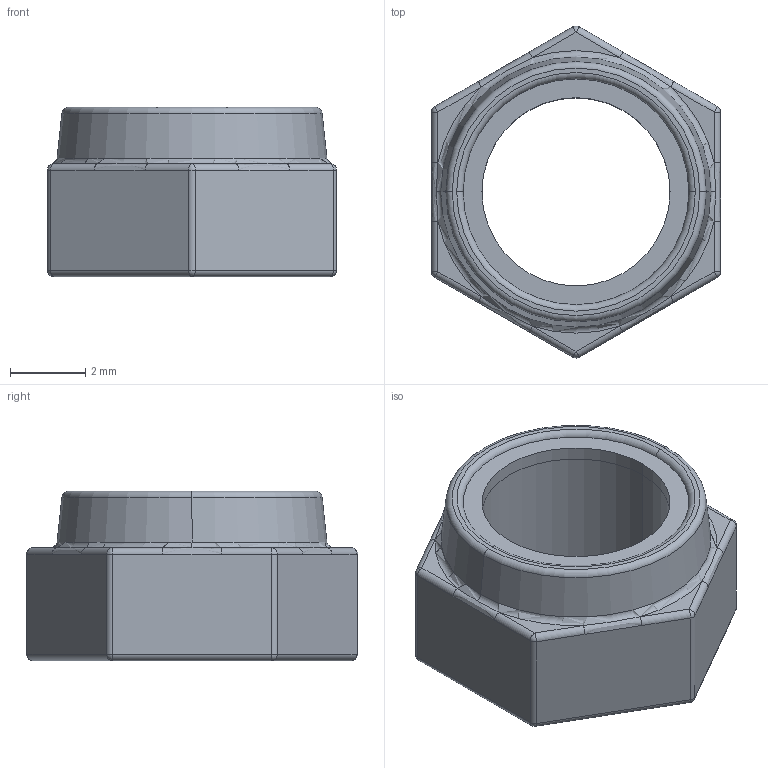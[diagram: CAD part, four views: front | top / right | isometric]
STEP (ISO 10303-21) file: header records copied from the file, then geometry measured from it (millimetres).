
FILE_DESCRIPTION (( 'STEP AP214' ), '1' );
FILE_NAME ('Nylon Insert Hex Locknut 5mm.step', '2015-01-21T14:42:05', ( 'Mark' ), ( '' ), 'SwSTEP 2.0', 'SolidWorks 2013', '' );
FILE_SCHEMA (( 'AUTOMOTIVE_DESIGN' ));
Length unit declared in the file: millimetre
Products named in the file (1): Nylon Insert Hex Locknut 5mm
Bounding box: 7.68 x 8.82 x 4.5 mm (x, y, z)
Volume: 121.7 mm3; surface area: 266.5 mm2
Topology: 2 solids, 2 shells, 75 faces, 164 edges, 90 vertices
Faces by surface type: cylinder 32, plane 17, sphere 12, torus 6, bspline 6, cone 2
Entity records: 2191 total; most frequent: CARTESIAN_POINT 482, DIRECTION 366, ORIENTED_EDGE 312, EDGE_CURVE 156, AXIS2_PLACEMENT_3D 154, VERTEX_POINT 86, CIRCLE 84, EDGE_LOOP 80
